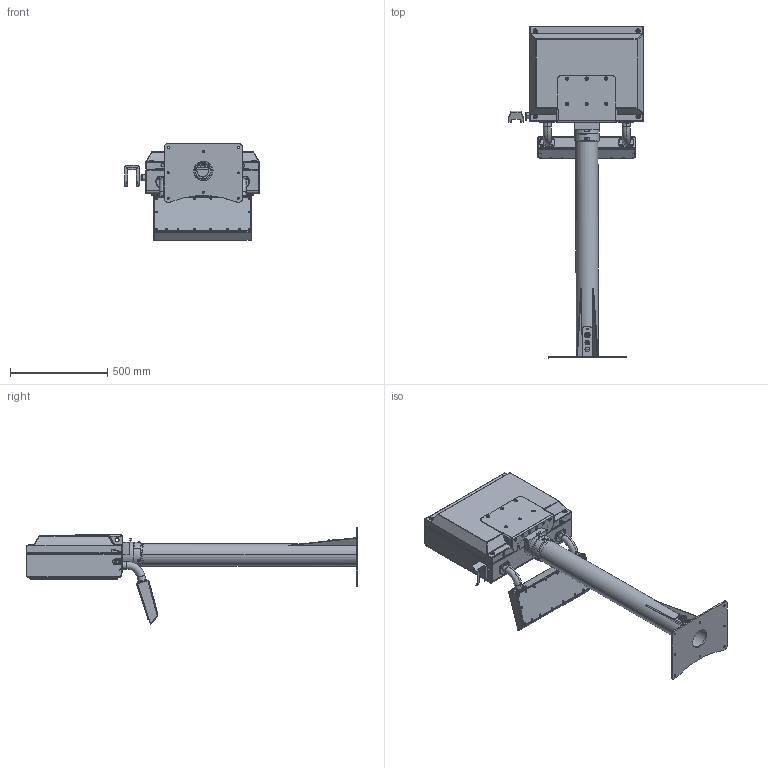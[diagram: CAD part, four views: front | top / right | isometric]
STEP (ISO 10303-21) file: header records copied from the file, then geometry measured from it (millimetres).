
FILE_DESCRIPTION((''),'2;1');
FILE_NAME('CAD-8167_ASM','2022-03-14T11:31:38',('creinig-se'),(''),'CREO PARAMETRIC BY PTC INC, 2019292','CREO PARAMETRIC BY PTC INC, 2019292','');
FILE_SCHEMA(('CONFIG_CONTROL_DESIGN','SHAPE_APPEARANCE_LAYERS_GROUPS'));
Products named in the file (4): CAD-8167_EXTA4_GXP_SW0001; CAD-8167_EXTA4_GXP_19; CAD-8167_B0K8_SW0001; CAD-8167_ASM
Assembly tree (3 placements, depth 2):
  CAD-8167_ASM
    CAD-8167_EXTA4_GXP_SW0001
    CAD-8167_EXTA4_GXP_19
    CAD-8167_B0K8_SW0001
Bounding box: 691.33 x 1703.61 x 496.63 mm (x, y, z)
Volume: 12810340.8 mm3; surface area: 4259584.7 mm2
Topology: 14 solids, 15 shells, 3662 faces, 9216 edges, 5832 vertices
Faces by surface type: plane 1647, cylinder 1212, cone 549, torus 142, bspline 92, sphere 20
Entity records: 158391 total; most frequent: CARTESIAN_POINT 43437, DIRECTION 18897, ORIENTED_EDGE 18376, EDGE_CURVE 9188, AXIS2_PLACEMENT_3D 7088, VERTEX_POINT 5832, VECTOR 4721, LINE 4721
